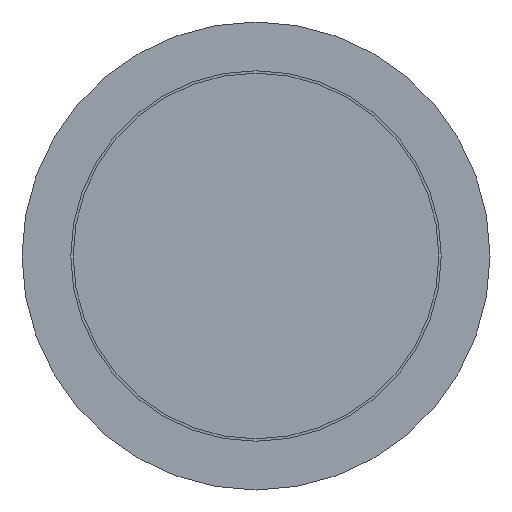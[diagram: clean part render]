
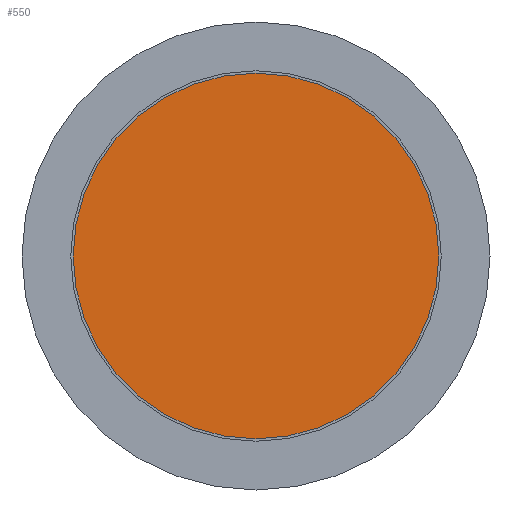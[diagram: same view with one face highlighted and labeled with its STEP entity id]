
A CAD part, front view. The second image highlights one B-rep face of the part: STEP entity #550.
In plain terms, the highlighted planar face has unit normal (0, -1, 0).
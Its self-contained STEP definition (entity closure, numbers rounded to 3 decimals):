
#15 = CIRCLE ( 'NONE', #34, 18.75 ) ;
#22 = FACE_OUTER_BOUND ( 'NONE', #52, .T. ) ;
#34 = AXIS2_PLACEMENT_3D ( 'NONE', #339, #53, #95 ) ;
#52 = EDGE_LOOP ( 'NONE', ( #479 ) ) ;
#53 = DIRECTION ( 'NONE',  ( 0., -1., 0. ) ) ;
#95 = DIRECTION ( 'NONE',  ( 0., 0., -1. ) ) ;
#149 = CARTESIAN_POINT ( 'NONE',  ( 0., 0., -18.75 ) ) ;
#313 = DIRECTION ( 'NONE',  ( 0., 1., 0. ) ) ;
#339 = CARTESIAN_POINT ( 'NONE',  ( 0., 0., 0. ) ) ;
#413 = EDGE_CURVE ( 'NONE', #533, #533, #15, .T. ) ;
#437 = AXIS2_PLACEMENT_3D ( 'NONE', #486, #313, #439 ) ;
#439 = DIRECTION ( 'NONE',  ( 0., 0., 1. ) ) ;
#479 = ORIENTED_EDGE ( 'NONE', *, *, #413, .T. ) ;
#486 = CARTESIAN_POINT ( 'NONE',  ( -18.75, 0., 0. ) ) ;
#488 = PLANE ( 'NONE',  #437 ) ;
#533 = VERTEX_POINT ( 'NONE', #149 ) ;
#550 = ADVANCED_FACE ( 'NONE', ( #22 ), #488, .F. ) ;
